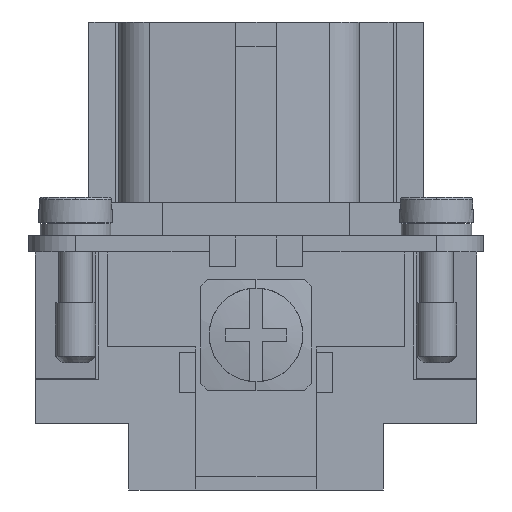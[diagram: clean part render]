
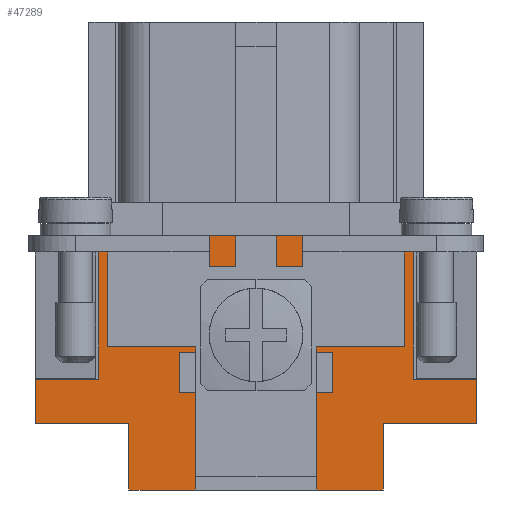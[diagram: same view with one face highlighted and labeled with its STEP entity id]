
A CAD part, left-side view. The second image highlights one B-rep face of the part: STEP entity #47289.
In plain terms, the highlighted planar face has unit normal (-1, 0, 0).
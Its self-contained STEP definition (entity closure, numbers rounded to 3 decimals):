
#38070=CARTESIAN_POINT('',(-31.6,11.75,19.0));
#38071=VERTEX_POINT('',#38070);
#38078=CARTESIAN_POINT('',(-31.6,-11.75,19.0));
#38079=VERTEX_POINT('',#38078);
#38080=CARTESIAN_POINT('',(-31.6,-11.75,19.0));
#38081=DIRECTION('',(0.0,1.0,0.0));
#38082=VECTOR('',#38081,23.5);
#38083=LINE('',#38080,#38082);
#38084=EDGE_CURVE('',#38079,#38071,#38083,.T.);
#42860=CARTESIAN_POINT('',(-31.6,-11.75,8.3));
#42861=VERTEX_POINT('',#42860);
#42870=CARTESIAN_POINT('',(-31.6,-11.75,8.3));
#42871=DIRECTION('',(0.0,0.0,1.0));
#42872=VECTOR('',#42871,10.7);
#42873=LINE('',#42870,#42872);
#42874=EDGE_CURVE('',#42861,#38079,#42873,.T.);
#42884=CARTESIAN_POINT('',(-31.6,-16.5,8.3));
#42885=VERTEX_POINT('',#42884);
#42886=CARTESIAN_POINT('',(-31.6,-16.5,8.3));
#42887=DIRECTION('',(0.0,1.0,0.0));
#42888=VECTOR('',#42887,4.75);
#42889=LINE('',#42886,#42888);
#42890=EDGE_CURVE('',#42885,#42861,#42889,.T.);
#42908=CARTESIAN_POINT('',(-31.6,11.75,8.3));
#42909=VERTEX_POINT('',#42908);
#42918=CARTESIAN_POINT('',(-31.6,11.75,19.0));
#42919=DIRECTION('',(0.0,0.0,-1.0));
#42920=VECTOR('',#42919,10.7);
#42921=LINE('',#42918,#42920);
#42922=EDGE_CURVE('',#38071,#42909,#42921,.T.);
#42964=CARTESIAN_POINT('',(-31.6,16.5,8.3));
#42965=VERTEX_POINT('',#42964);
#42966=CARTESIAN_POINT('',(-31.6,11.75,8.3));
#42967=DIRECTION('',(0.0,1.0,0.0));
#42968=VECTOR('',#42967,4.75);
#42969=LINE('',#42966,#42968);
#42970=EDGE_CURVE('',#42909,#42965,#42969,.T.);
#43101=CARTESIAN_POINT('',(-31.6,16.5,5.0));
#43102=VERTEX_POINT('',#43101);
#43109=CARTESIAN_POINT('',(-31.6,16.5,5.0));
#43110=DIRECTION('',(0.0,0.0,1.0));
#43111=VECTOR('',#43110,3.3);
#43112=LINE('',#43109,#43111);
#43113=EDGE_CURVE('',#43102,#42965,#43112,.T.);
#43222=CARTESIAN_POINT('',(-31.6,-16.5,5.0));
#43223=VERTEX_POINT('',#43222);
#43224=CARTESIAN_POINT('',(-31.6,-16.5,5.0));
#43225=DIRECTION('',(0.0,0.0,1.0));
#43226=VECTOR('',#43225,3.3);
#43227=LINE('',#43224,#43226);
#43228=EDGE_CURVE('',#43223,#42885,#43227,.T.);
#46845=CARTESIAN_POINT('',(-31.6,9.5,0.0));
#46846=VERTEX_POINT('',#46845);
#46853=CARTESIAN_POINT('',(-31.6,9.5,5.0));
#46854=VERTEX_POINT('',#46853);
#46855=CARTESIAN_POINT('',(-31.6,9.5,5.0));
#46856=DIRECTION('',(0.0,0.0,-1.0));
#46857=VECTOR('',#46856,5.0);
#46858=LINE('',#46855,#46857);
#46859=EDGE_CURVE('',#46854,#46846,#46858,.T.);
#46885=CARTESIAN_POINT('',(-31.6,-9.5,5.0));
#46886=VERTEX_POINT('',#46885);
#46893=CARTESIAN_POINT('',(-31.6,-9.5,0.0));
#46894=VERTEX_POINT('',#46893);
#46895=CARTESIAN_POINT('',(-31.6,-9.5,0.0));
#46896=DIRECTION('',(0.0,0.0,1.0));
#46897=VECTOR('',#46896,5.0);
#46898=LINE('',#46895,#46897);
#46899=EDGE_CURVE('',#46894,#46886,#46898,.T.);
#47172=CARTESIAN_POINT('',(-31.6,-9.5,5.0));
#47173=DIRECTION('',(0.0,-1.0,0.0));
#47174=VECTOR('',#47173,7.0);
#47175=LINE('',#47172,#47174);
#47176=EDGE_CURVE('',#46886,#43223,#47175,.T.);
#47223=CARTESIAN_POINT('',(-31.6,16.5,5.0));
#47224=DIRECTION('',(0.0,-1.0,0.0));
#47225=VECTOR('',#47224,7.0);
#47226=LINE('',#47223,#47225);
#47227=EDGE_CURVE('',#43102,#46854,#47226,.T.);
#47233=CARTESIAN_POINT('',(-31.6,-16.5,0.0));
#47234=DIRECTION('',(-1.0,0.0,0.0));
#47235=DIRECTION('',(0.0,0.0,1.0));
#47236=AXIS2_PLACEMENT_3D('',#47233,#47234,#47235);
#47237=PLANE('',#47236);
#47238=ORIENTED_EDGE('',*,*,#42874,.T.);
#47239=ORIENTED_EDGE('',*,*,#38084,.T.);
#47240=ORIENTED_EDGE('',*,*,#42922,.T.);
#47241=ORIENTED_EDGE('',*,*,#42970,.T.);
#47242=ORIENTED_EDGE('',*,*,#43113,.F.);
#47243=ORIENTED_EDGE('',*,*,#47227,.T.);
#47244=ORIENTED_EDGE('',*,*,#46859,.T.);
#47245=CARTESIAN_POINT('',(-31.6,4.55,0.0));
#47246=VERTEX_POINT('',#47245);
#47247=CARTESIAN_POINT('',(-31.6,9.5,0.0));
#47248=DIRECTION('',(0.0,-1.0,0.0));
#47249=VECTOR('',#47248,4.95);
#47250=LINE('',#47247,#47249);
#47251=EDGE_CURVE('',#46846,#47246,#47250,.T.);
#47252=ORIENTED_EDGE('',*,*,#47251,.T.);
#47253=CARTESIAN_POINT('',(-31.6,4.55,3.5));
#47254=VERTEX_POINT('',#47253);
#47255=CARTESIAN_POINT('',(-31.6,4.55,0.0));
#47256=DIRECTION('',(0.0,0.0,1.0));
#47257=VECTOR('',#47256,3.5);
#47258=LINE('',#47255,#47257);
#47259=EDGE_CURVE('',#47246,#47254,#47258,.T.);
#47260=ORIENTED_EDGE('',*,*,#47259,.T.);
#47261=CARTESIAN_POINT('',(-31.6,-4.55,3.5));
#47262=VERTEX_POINT('',#47261);
#47263=CARTESIAN_POINT('',(-31.6,4.55,3.5));
#47264=DIRECTION('',(0.0,-1.0,0.0));
#47265=VECTOR('',#47264,9.1);
#47266=LINE('',#47263,#47265);
#47267=EDGE_CURVE('',#47254,#47262,#47266,.T.);
#47268=ORIENTED_EDGE('',*,*,#47267,.T.);
#47269=CARTESIAN_POINT('',(-31.6,-4.55,0.0));
#47270=VERTEX_POINT('',#47269);
#47271=CARTESIAN_POINT('',(-31.6,-4.55,3.5));
#47272=DIRECTION('',(0.0,0.0,-1.0));
#47273=VECTOR('',#47272,3.5);
#47274=LINE('',#47271,#47273);
#47275=EDGE_CURVE('',#47262,#47270,#47274,.T.);
#47276=ORIENTED_EDGE('',*,*,#47275,.T.);
#47277=CARTESIAN_POINT('',(-31.6,-4.55,0.0));
#47278=DIRECTION('',(0.0,-1.0,0.0));
#47279=VECTOR('',#47278,4.95);
#47280=LINE('',#47277,#47279);
#47281=EDGE_CURVE('',#47270,#46894,#47280,.T.);
#47282=ORIENTED_EDGE('',*,*,#47281,.T.);
#47283=ORIENTED_EDGE('',*,*,#46899,.T.);
#47284=ORIENTED_EDGE('',*,*,#47176,.T.);
#47285=ORIENTED_EDGE('',*,*,#43228,.T.);
#47286=ORIENTED_EDGE('',*,*,#42890,.T.);
#47287=EDGE_LOOP('',(#47238,#47239,#47240,#47241,#47242,#47243,#47244,#47252,#47260,#47268,#47276,#47282,#47283,#47284,#47285,#47286));
#47288=FACE_OUTER_BOUND('',#47287,.T.);
#47289=ADVANCED_FACE('',(#47288),#47237,.T.);
